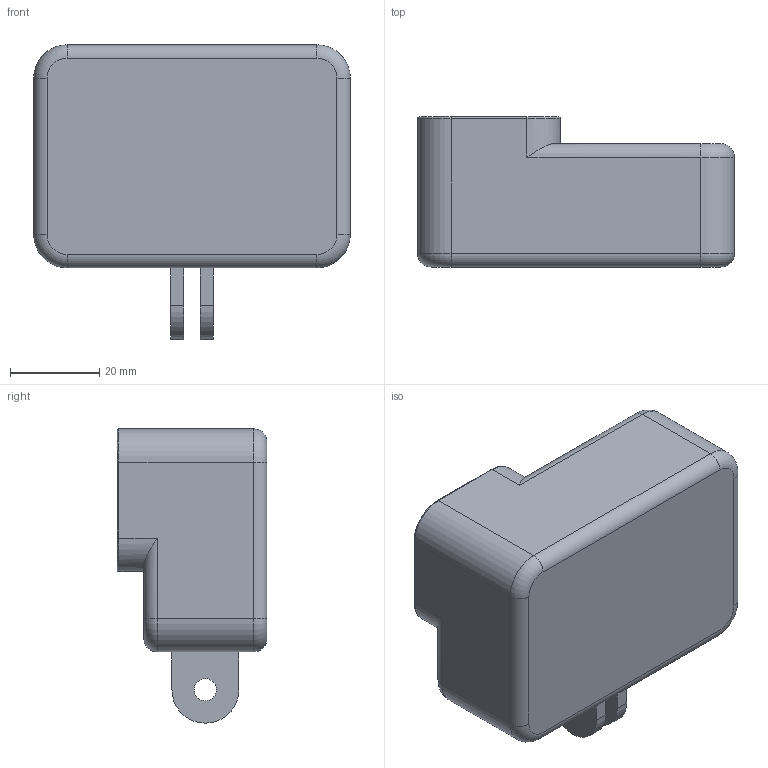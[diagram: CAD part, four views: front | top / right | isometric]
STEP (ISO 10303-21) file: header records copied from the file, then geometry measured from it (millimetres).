
FILE_DESCRIPTION(/* description */ (''),/* implementation_level */ '2;1');
FILE_NAME(/* name */ 'GoPro9 v12.step',/* time_stamp */ '2020-10-24T20:58:55+02:00',/* author */ (''),/* organization */ (''),/* preprocessor_version */ 'ST-DEVELOPER v18.1',/* originating_system */ 'Autodesk Translation Framework v9.3.0.1241',/* authorisation */ '');
FILE_SCHEMA (('AUTOMOTIVE_DESIGN { 1 0 10303 214 3 1 1 }'));
Length unit declared in the file: millimetre
Products named in the file (2): GoPro9; GoPro 9
Assembly tree (1 placements, depth 2):
  GoPro9
    GoPro 9
Bounding box: 71 x 33.6 x 66 mm (x, y, z)
Volume: 102903.3 mm3; surface area: 14502.1 mm2
Topology: 1 solids, 1 shells, 51 faces, 119 edges, 72 vertices
Faces by surface type: cylinder 23, plane 17, torus 11
Full cylindrical faces by diameter (mm): 5 x2
Entity records: 1530 total; most frequent: DIRECTION 280, CARTESIAN_POINT 259, ORIENTED_EDGE 238, EDGE_CURVE 119, AXIS2_PLACEMENT_3D 109, VERTEX_POINT 72, LINE 62, VECTOR 62
